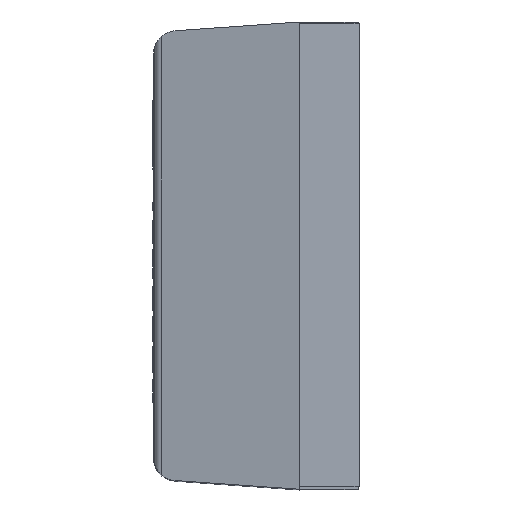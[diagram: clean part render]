
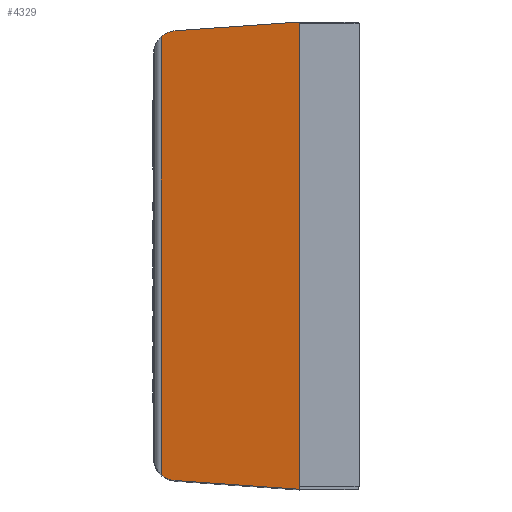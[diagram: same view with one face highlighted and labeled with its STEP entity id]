
A CAD part, top view. The second image highlights one B-rep face of the part: STEP entity #4329.
In plain terms, the highlighted planar face has unit normal (-0.174, 0, 0.985).
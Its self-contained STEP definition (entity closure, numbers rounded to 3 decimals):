
#18=ELLIPSE('',#4571,0.508,0.5);
#21=ELLIPSE('',#4580,0.508,0.5);
#493=FACE_OUTER_BOUND('',#743,.T.);
#743=EDGE_LOOP('',(#3868,#3869,#3870,#3871,#3872,#3873));
#1171=LINE('',#7419,#1620);
#1175=LINE('',#7437,#1624);
#1181=LINE('',#7457,#1630);
#1185=LINE('',#7478,#1634);
#1620=VECTOR('',#5450,1000.);
#1624=VECTOR('',#5458,1000.);
#1630=VECTOR('',#5466,1.);
#1634=VECTOR('',#5480,1.);
#2026=VERTEX_POINT('',#7414);
#2027=VERTEX_POINT('',#7418);
#2030=VERTEX_POINT('',#7427);
#2031=VERTEX_POINT('',#7436);
#2036=VERTEX_POINT('',#7455);
#2040=VERTEX_POINT('',#7477);
#2622=EDGE_CURVE('',#2027,#2026,#1171,.T.);
#2627=EDGE_CURVE('',#2031,#2030,#1175,.T.);
#2634=EDGE_CURVE('',#2026,#2036,#1181,.T.);
#2635=EDGE_CURVE('',#2036,#2031,#18,.T.);
#2641=EDGE_CURVE('',#2027,#2040,#1185,.T.);
#2651=EDGE_CURVE('',#2040,#2030,#21,.T.);
#3868=ORIENTED_EDGE('',*,*,#2622,.T.);
#3869=ORIENTED_EDGE('',*,*,#2634,.T.);
#3870=ORIENTED_EDGE('',*,*,#2635,.T.);
#3871=ORIENTED_EDGE('',*,*,#2627,.T.);
#3872=ORIENTED_EDGE('',*,*,#2651,.F.);
#3873=ORIENTED_EDGE('',*,*,#2641,.F.);
#4086=PLANE('',#4588);
#4329=ADVANCED_FACE('',(#493),#4086,.F.);
#4571=AXIS2_PLACEMENT_3D('',#7459,#5469,#5470);
#4580=AXIS2_PLACEMENT_3D('',#7503,#5498,#5499);
#4588=AXIS2_PLACEMENT_3D('',#7515,#5515,#5516);
#5450=DIRECTION('',(0.,1.,0.));
#5458=DIRECTION('',(0.,-1.,0.));
#5466=DIRECTION('',(-0.982,-0.069,-0.173));
#5469=DIRECTION('center_axis',(-0.174,0.,0.985));
#5470=DIRECTION('ref_axis',(0.985,0.,0.174));
#5480=DIRECTION('',(-0.982,0.069,-0.173));
#5498=DIRECTION('center_axis',(0.174,0.,-0.985));
#5499=DIRECTION('ref_axis',(0.985,0.,0.174));
#5515=DIRECTION('center_axis',(0.174,0.,-0.985));
#5516=DIRECTION('ref_axis',(0.985,0.,0.174));
#7414=CARTESIAN_POINT('',(1.38,5.,10.801));
#7418=CARTESIAN_POINT('',(1.38,-5.,10.801));
#7419=CARTESIAN_POINT('',(1.38,-5.,10.801));
#7427=CARTESIAN_POINT('',(-1.585,-4.686,10.278));
#7436=CARTESIAN_POINT('',(-1.585,4.686,10.278));
#7437=CARTESIAN_POINT('',(-1.585,-4.315,10.278));
#7455=CARTESIAN_POINT('',(-1.285,4.814,10.331));
#7457=CARTESIAN_POINT('',(0.238,4.92,10.6));
#7459=CARTESIAN_POINT('Origin',(-1.25,4.315,10.337));
#7477=CARTESIAN_POINT('',(-1.285,-4.814,10.331));
#7478=CARTESIAN_POINT('',(0.576,-4.944,10.659));
#7503=CARTESIAN_POINT('Origin',(-1.25,-4.315,10.337));
#7515=CARTESIAN_POINT('Origin',(1.38,-5.,10.801));
